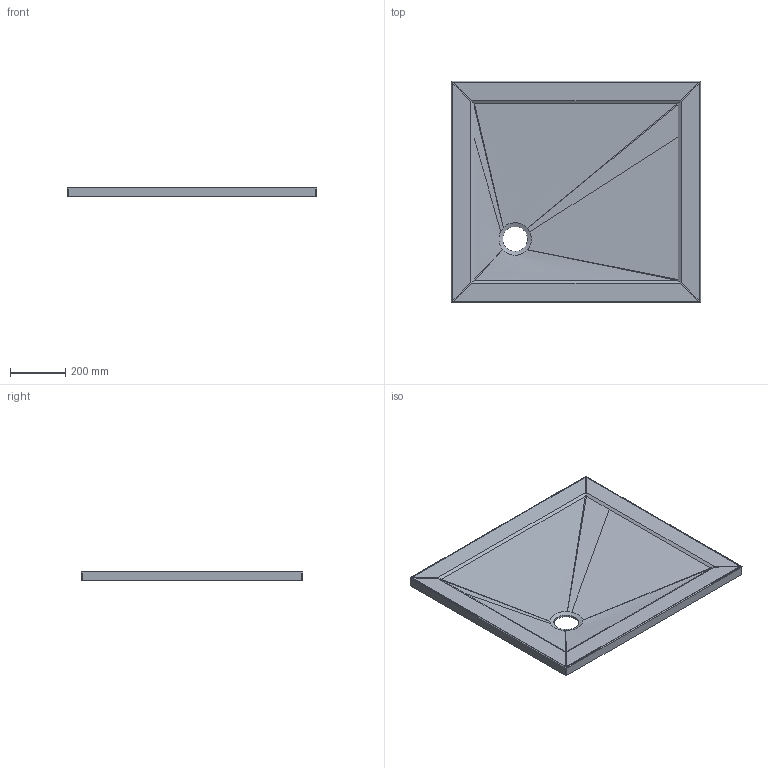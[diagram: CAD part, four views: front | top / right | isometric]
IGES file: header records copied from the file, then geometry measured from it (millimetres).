
Global section: file name: BSH-9080S; native system: AutoCAD 2016 - English; preprocessor: Autodesk Translation Framework DWG producer (atf_dwg_producer); organization: unknown; date: 20170428.102432; units: millimetre
Bounding box: 900 x 800 x 35 mm (x, y, z)
Volume: 18068994.7 mm3; surface area: 1551119.4 mm2
Topology: 1 solids, 1 shells, 42 faces, 107 edges, 66 vertices
Faces by surface type: bspline 42
